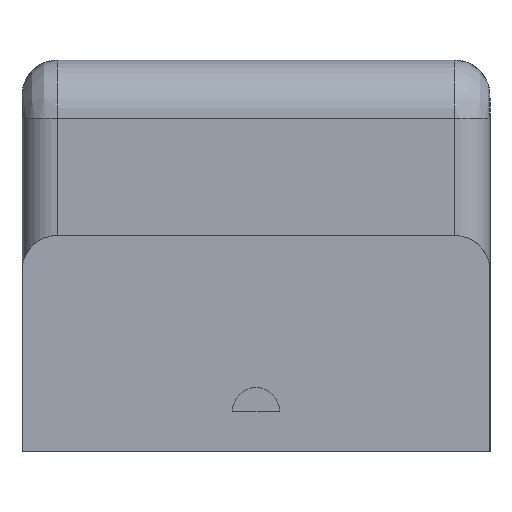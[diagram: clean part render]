
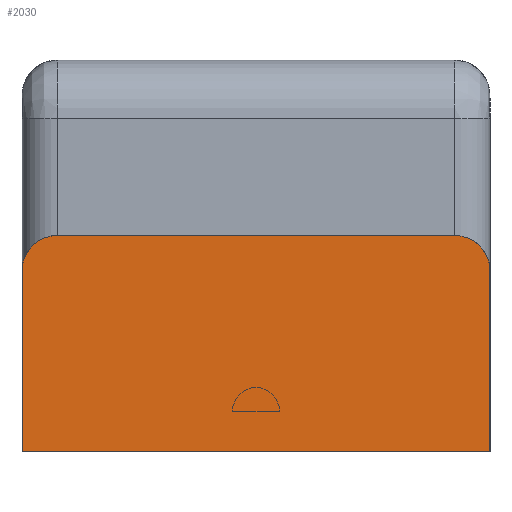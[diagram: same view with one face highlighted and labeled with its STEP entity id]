
A CAD part, left-side view. The second image highlights one B-rep face of the part: STEP entity #2030.
In plain terms, the highlighted planar face has unit normal (-1, 0, 0).
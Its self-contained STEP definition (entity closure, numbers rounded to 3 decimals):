
#229=FACE_OUTER_BOUND('',#351,.T.);
#351=EDGE_LOOP('',(#1862,#1863,#1864,#1865,#1866,#1867));
#431=CIRCLE('',#2176,3.);
#469=CIRCLE('',#2265,3.);
#543=LINE('',#3111,#709);
#562=LINE('',#3172,#728);
#577=LINE('',#3225,#743);
#633=LINE('',#3778,#799);
#709=VECTOR('',#2464,10.);
#728=VECTOR('',#2507,10.);
#743=VECTOR('',#2546,10.);
#799=VECTOR('',#2904,10.);
#866=VERTEX_POINT('',#3107);
#868=VERTEX_POINT('',#3110);
#897=VERTEX_POINT('',#3169);
#898=VERTEX_POINT('',#3171);
#922=VERTEX_POINT('',#3221);
#924=VERTEX_POINT('',#3224);
#1077=EDGE_CURVE('',#868,#866,#543,.T.);
#1107=EDGE_CURVE('',#898,#897,#562,.T.);
#1133=EDGE_CURVE('',#924,#922,#577,.T.);
#1187=EDGE_CURVE('',#866,#924,#431,.T.);
#1269=EDGE_CURVE('',#922,#898,#469,.T.);
#1273=EDGE_CURVE('',#897,#868,#633,.T.);
#1862=ORIENTED_EDGE('',*,*,#1273,.T.);
#1863=ORIENTED_EDGE('',*,*,#1077,.T.);
#1864=ORIENTED_EDGE('',*,*,#1187,.T.);
#1865=ORIENTED_EDGE('',*,*,#1133,.T.);
#1866=ORIENTED_EDGE('',*,*,#1269,.T.);
#1867=ORIENTED_EDGE('',*,*,#1107,.T.);
#1908=PLANE('',#2270);
#2030=ADVANCED_FACE('',(#229),#1908,.T.);
#2176=AXIS2_PLACEMENT_3D('',#3389,#2678,#2679);
#2265=AXIS2_PLACEMENT_3D('',#3685,#2895,#2896);
#2270=AXIS2_PLACEMENT_3D('',#3794,#2909,#2910);
#2464=DIRECTION('',(0.,0.,1.));
#2507=DIRECTION('',(0.,0.,-1.));
#2546=DIRECTION('',(0.,1.,0.));
#2678=DIRECTION('center_axis',(-1.,0.,0.));
#2679=DIRECTION('ref_axis',(0.,-1.,0.));
#2895=DIRECTION('center_axis',(-1.,0.,0.));
#2896=DIRECTION('ref_axis',(0.,0.,1.));
#2904=DIRECTION('',(0.,-1.,0.));
#2909=DIRECTION('center_axis',(-1.,0.,0.));
#2910=DIRECTION('ref_axis',(0.,-1.,0.));
#3107=CARTESIAN_POINT('',(-5.1,0.,12.));
#3110=CARTESIAN_POINT('',(-5.1,0.,-3.5));
#3111=CARTESIAN_POINT('',(-5.1,0.,-3.5));
#3169=CARTESIAN_POINT('',(-5.1,40.,-3.5));
#3171=CARTESIAN_POINT('',(-5.1,40.,12.));
#3172=CARTESIAN_POINT('',(-5.1,40.,12.));
#3221=CARTESIAN_POINT('',(-5.1,37.,15.));
#3224=CARTESIAN_POINT('',(-5.1,3.,15.));
#3225=CARTESIAN_POINT('',(-5.1,3.,15.));
#3389=CARTESIAN_POINT('Origin',(-5.1,3.,12.));
#3685=CARTESIAN_POINT('Origin',(-5.1,37.,12.));
#3778=CARTESIAN_POINT('',(-5.1,40.,-3.5));
#3794=CARTESIAN_POINT('Origin',(-5.1,20.,5.75));
